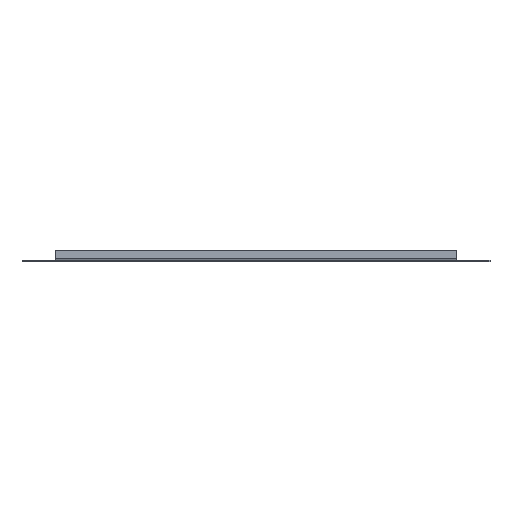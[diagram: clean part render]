
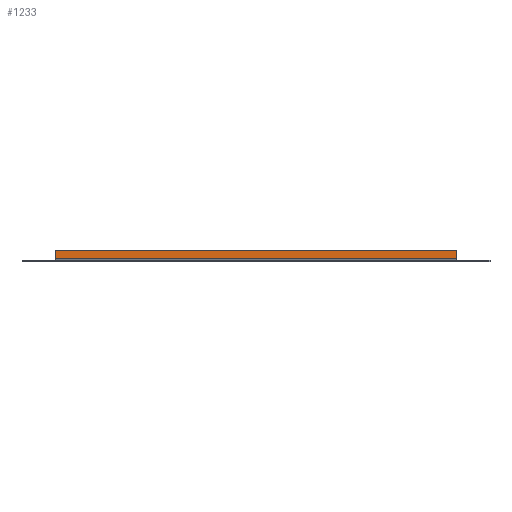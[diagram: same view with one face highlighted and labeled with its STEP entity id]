
A CAD part, front view. The second image highlights one B-rep face of the part: STEP entity #1233.
In plain terms, the highlighted planar face has unit normal (0, -1, 0).
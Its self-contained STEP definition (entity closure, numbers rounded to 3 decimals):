
#42 = LINE ( 'NONE', #212, #1312 ) ;
#46 = VECTOR ( 'NONE', #385, 1000. ) ;
#118 = EDGE_CURVE ( 'NONE', #1325, #486, #740, .T. ) ;
#197 = ORIENTED_EDGE ( 'NONE', *, *, #118, .F. ) ;
#212 = CARTESIAN_POINT ( 'NONE',  ( 23.5, -2.5, 1.3 ) ) ;
#345 = CARTESIAN_POINT ( 'NONE',  ( 308.5, -2.5, 7. ) ) ;
#385 = DIRECTION ( 'NONE',  ( 0., 0., 1. ) ) ;
#452 = VERTEX_POINT ( 'NONE', #1570 ) ;
#486 = VERTEX_POINT ( 'NONE', #2352 ) ;
#602 = CARTESIAN_POINT ( 'NONE',  ( 0., -2.5, 0. ) ) ;
#740 = LINE ( 'NONE', #1747, #1519 ) ;
#751 = DIRECTION ( 'NONE',  ( 0., 0., -1. ) ) ;
#800 = DIRECTION ( 'NONE',  ( -1., 0., 0. ) ) ;
#821 = EDGE_CURVE ( 'NONE', #486, #452, #42, .T. ) ;
#863 = PLANE ( 'NONE',  #1020 ) ;
#914 = ORIENTED_EDGE ( 'NONE', *, *, #1741, .F. ) ;
#1020 = AXIS2_PLACEMENT_3D ( 'NONE', #602, #1195, #1247 ) ;
#1162 = DIRECTION ( 'NONE',  ( 1., 0., 0. ) ) ;
#1195 = DIRECTION ( 'NONE',  ( 0., 1., 0. ) ) ;
#1233 = ADVANCED_FACE ( 'NONE', ( #1261 ), #863, .F. ) ;
#1247 = DIRECTION ( 'NONE',  ( 0., 0., -1. ) ) ;
#1261 = FACE_OUTER_BOUND ( 'NONE', #2305, .T. ) ;
#1301 = CARTESIAN_POINT ( 'NONE',  ( 308.5, -2.5, 7. ) ) ;
#1312 = VECTOR ( 'NONE', #800, 1000. ) ;
#1325 = VERTEX_POINT ( 'NONE', #1301 ) ;
#1333 = CARTESIAN_POINT ( 'NONE',  ( 23.5, -2.5, 7. ) ) ;
#1339 = VECTOR ( 'NONE', #1162, 1000. ) ;
#1370 = LINE ( 'NONE', #345, #1339 ) ;
#1519 = VECTOR ( 'NONE', #751, 1000. ) ;
#1570 = CARTESIAN_POINT ( 'NONE',  ( 23.5, -2.5, 1.3 ) ) ;
#1697 = ORIENTED_EDGE ( 'NONE', *, *, #2155, .F. ) ;
#1741 = EDGE_CURVE ( 'NONE', #452, #2288, #1791, .T. ) ;
#1747 = CARTESIAN_POINT ( 'NONE',  ( 308.5, -2.5, 0. ) ) ;
#1791 = LINE ( 'NONE', #2366, #46 ) ;
#2155 = EDGE_CURVE ( 'NONE', #2288, #1325, #1370, .T. ) ;
#2288 = VERTEX_POINT ( 'NONE', #1333 ) ;
#2305 = EDGE_LOOP ( 'NONE', ( #2426, #197, #1697, #914 ) ) ;
#2352 = CARTESIAN_POINT ( 'NONE',  ( 308.5, -2.5, 1.3 ) ) ;
#2366 = CARTESIAN_POINT ( 'NONE',  ( 23.5, -2.5, 7. ) ) ;
#2426 = ORIENTED_EDGE ( 'NONE', *, *, #821, .F. ) ;
